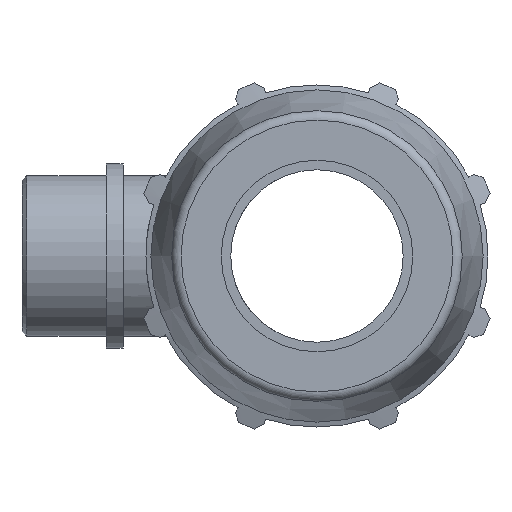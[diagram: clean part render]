
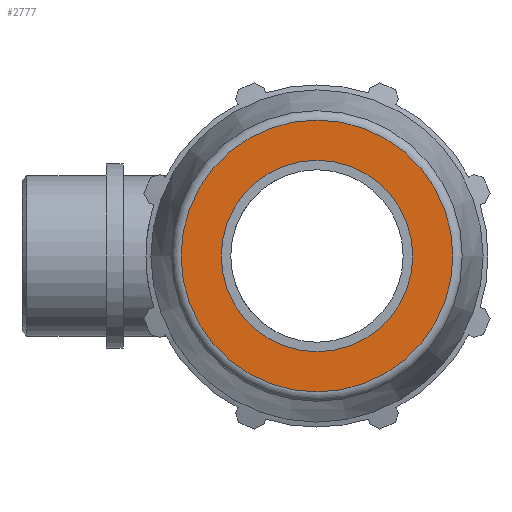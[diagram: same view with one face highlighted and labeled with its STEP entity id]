
A CAD part, left-side view. The second image highlights one B-rep face of the part: STEP entity #2777.
In plain terms, the highlighted planar face has unit normal (-1, 0, 0).
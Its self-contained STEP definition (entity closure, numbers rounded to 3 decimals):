
#57=PLANE('',#2990);
#217=CIRCLE('',#2988,35.476);
#218=CIRCLE('',#2991,25.);
#705=FACE_BOUND('',#977,.T.);
#807=FACE_OUTER_BOUND('',#976,.T.);
#976=EDGE_LOOP('',(#2106));
#977=EDGE_LOOP('',(#2107));
#1227=VERTEX_POINT('',#4427);
#1228=VERTEX_POINT('',#4431);
#1550=EDGE_CURVE('',#1227,#1227,#217,.T.);
#1551=EDGE_CURVE('',#1228,#1228,#218,.T.);
#2106=ORIENTED_EDGE('',*,*,#1550,.T.);
#2107=ORIENTED_EDGE('',*,*,#1551,.T.);
#2777=ADVANCED_FACE('',(#807,#705),#57,.F.);
#2988=AXIS2_PLACEMENT_3D('',#4428,#3482,#3483);
#2990=AXIS2_PLACEMENT_3D('',#4430,#3486,#3487);
#2991=AXIS2_PLACEMENT_3D('',#4432,#3488,#3489);
#3482=DIRECTION('center_axis',(-1.,0.,0.));
#3483=DIRECTION('ref_axis',(0.,-1.,0.));
#3486=DIRECTION('center_axis',(1.,0.,0.));
#3487=DIRECTION('ref_axis',(0.,0.,-1.));
#3488=DIRECTION('center_axis',(1.,0.,0.));
#3489=DIRECTION('ref_axis',(0.,0.,-1.));
#4427=CARTESIAN_POINT('',(-115.,35.476,0.));
#4428=CARTESIAN_POINT('Origin',(-115.,0.,0.));
#4430=CARTESIAN_POINT('Origin',(-115.,25.,0.));
#4431=CARTESIAN_POINT('',(-115.,25.,0.));
#4432=CARTESIAN_POINT('Origin',(-115.,0.,0.));
